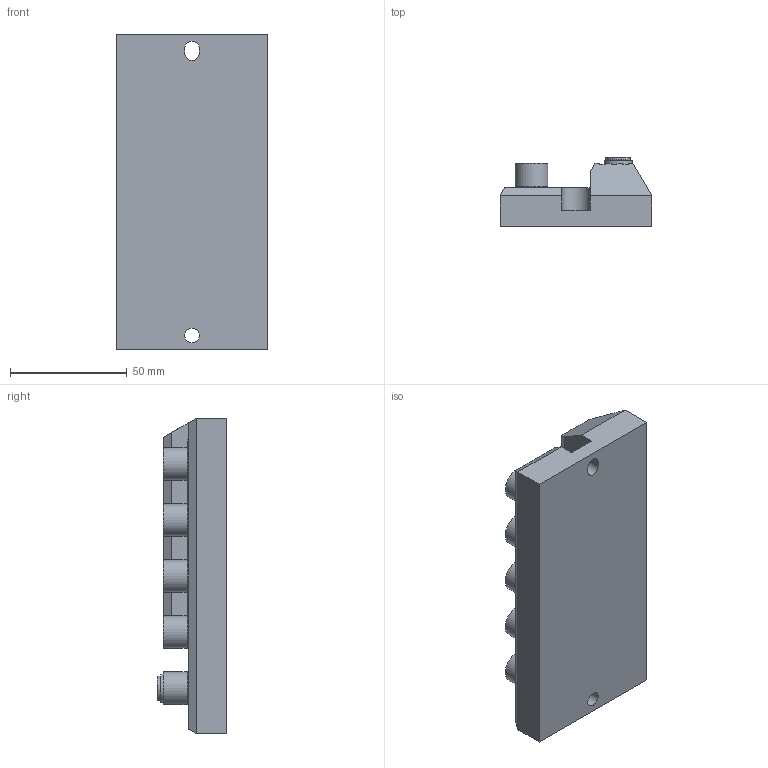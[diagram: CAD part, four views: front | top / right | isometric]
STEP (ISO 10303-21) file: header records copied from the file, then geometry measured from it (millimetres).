
FILE_DESCRIPTION(('TFLEX Exchange Step'),'2;1');
FILE_NAME('TZCA491410XA_T1-XS41-910X.stp', '2021-11-08T11:39:19+01:00',('User'),('Unknown organisation'),'TFLEX Exchange 2019.0','T-FLEX CAD','Unknown authorisation');
FILE_SCHEMA( ('AUTOMOTIVE_DESIGN { 1 0 10303 214 1 1 1 1 }') );
Length unit declared in the file: millimetre
Products named in the file (1): Körper_1 - 3D-Fragment_23:1
Bounding box: 65 x 29.8 x 135 mm (x, y, z)
Volume: 164079.7 mm3; surface area: 33464.4 mm2
Topology: 1 solids, 1 shells, 949 faces, 2487 edges, 1613 vertices
Faces by surface type: plane 431, bspline 242, cylinder 173, torus 66, cone 23, sphere 9, extrusion 5
Full cylindrical faces by diameter (mm): 1 x4, 4 x1, 4.3 x1, 8 x1, 8.2 x5, 8.4 x4, 9.6 x1, 10.4 x1, 11 x5, 12 x1, 12.2 x5, 12.35 x5, 14 x5
Entity records: 33849 total; most frequent: CARTESIAN_POINT 11354, ORIENTED_EDGE 4956, DIRECTION 3942, EDGE_CURVE 2478, VERTEX_POINT 1613, VECTOR 1422, LINE 1417, AXIS2_PLACEMENT_3D 1260
